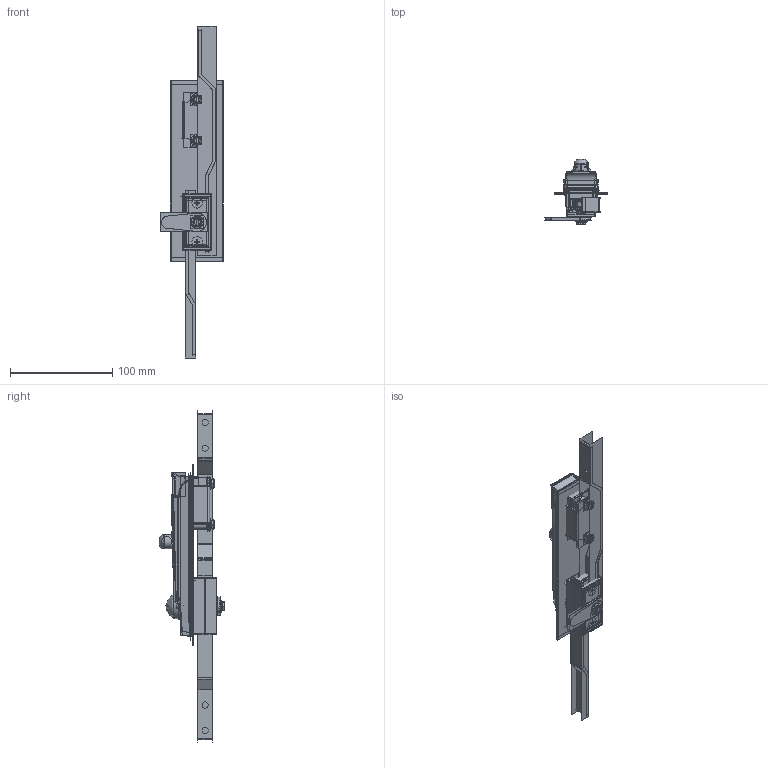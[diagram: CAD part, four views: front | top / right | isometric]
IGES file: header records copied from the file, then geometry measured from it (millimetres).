
Start section:  PTC IGES file: 832-1p_asm.igs
Global section: file name: 832-1p_asm.igs; native system: Pro/ENGINEER by Parametric Technology Corporation; preprocessor: 2009060; author: Administrator; organization: Unknown; date: 20150408.163310; units: millimetre
Bounding box: 61.63 x 64.33 x 324.88 mm (x, y, z)
Surface area: 484929.3 mm2 (no closed solid volume)
Topology: 0 solids, 0 shells, 6786 faces, 96542 edges, 125736 vertices
Faces by surface type: bspline 4170, revolution 2516, extrusion 100
